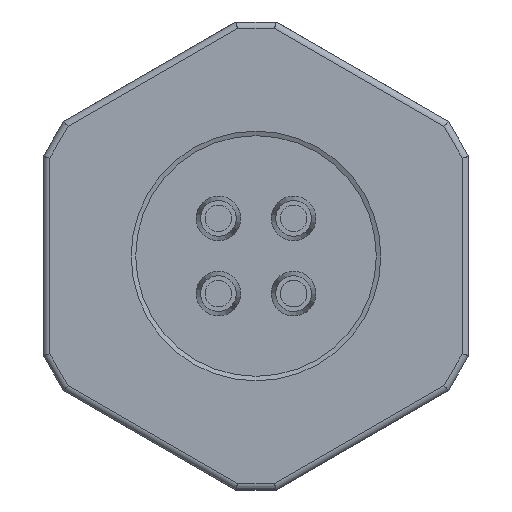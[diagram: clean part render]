
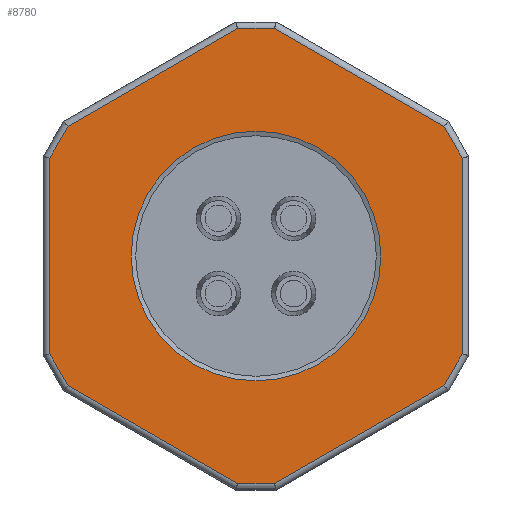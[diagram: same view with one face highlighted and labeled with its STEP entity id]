
A CAD part, left-side view. The second image highlights one B-rep face of the part: STEP entity #8780.
In plain terms, the highlighted planar face has unit normal (-1, 0, 0).
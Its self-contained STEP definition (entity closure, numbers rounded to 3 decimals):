
#552=LINE('',#19361,#1367);
#553=LINE('',#19364,#1368);
#554=LINE('',#19366,#1369);
#555=LINE('',#19368,#1370);
#556=LINE('',#19370,#1371);
#557=LINE('',#19372,#1372);
#558=LINE('',#19374,#1373);
#559=LINE('',#19376,#1374);
#560=LINE('',#19378,#1375);
#561=LINE('',#19380,#1376);
#562=LINE('',#19382,#1377);
#563=LINE('',#19384,#1378);
#1367=VECTOR('',#10847,1000.);
#1368=VECTOR('',#10848,1000.);
#1369=VECTOR('',#10849,1000.);
#1370=VECTOR('',#10850,1000.);
#1371=VECTOR('',#10851,1000.);
#1372=VECTOR('',#10852,1000.);
#1373=VECTOR('',#10853,1000.);
#1374=VECTOR('',#10854,1000.);
#1375=VECTOR('',#10855,1000.);
#1376=VECTOR('',#10856,1000.);
#1377=VECTOR('',#10857,1000.);
#1378=VECTOR('',#10858,1000.);
#2079=PLANE('',#9644);
#2983=ORIENTED_EDGE('',*,*,#5244,.T.);
#2984=ORIENTED_EDGE('',*,*,#5245,.T.);
#2985=ORIENTED_EDGE('',*,*,#5246,.T.);
#2986=ORIENTED_EDGE('',*,*,#5247,.T.);
#2987=ORIENTED_EDGE('',*,*,#5248,.T.);
#2988=ORIENTED_EDGE('',*,*,#5249,.T.);
#2989=ORIENTED_EDGE('',*,*,#5250,.T.);
#2990=ORIENTED_EDGE('',*,*,#5251,.T.);
#2991=ORIENTED_EDGE('',*,*,#5252,.T.);
#2992=ORIENTED_EDGE('',*,*,#5253,.T.);
#2993=ORIENTED_EDGE('',*,*,#5254,.T.);
#2994=ORIENTED_EDGE('',*,*,#5255,.T.);
#2995=ORIENTED_EDGE('',*,*,#5256,.T.);
#5244=EDGE_CURVE('',#6381,#6381,#7041,.T.);
#5245=EDGE_CURVE('',#6382,#6383,#552,.F.);
#5246=EDGE_CURVE('',#6383,#6384,#553,.F.);
#5247=EDGE_CURVE('',#6384,#6385,#554,.F.);
#5248=EDGE_CURVE('',#6385,#6386,#555,.F.);
#5249=EDGE_CURVE('',#6386,#6387,#556,.F.);
#5250=EDGE_CURVE('',#6387,#6388,#557,.F.);
#5251=EDGE_CURVE('',#6388,#6389,#558,.F.);
#5252=EDGE_CURVE('',#6389,#6390,#559,.F.);
#5253=EDGE_CURVE('',#6390,#6391,#560,.F.);
#5254=EDGE_CURVE('',#6391,#6392,#561,.F.);
#5255=EDGE_CURVE('',#6392,#6393,#562,.F.);
#5256=EDGE_CURVE('',#6393,#6382,#563,.F.);
#6381=VERTEX_POINT('',#19360);
#6382=VERTEX_POINT('',#19362);
#6383=VERTEX_POINT('',#19363);
#6384=VERTEX_POINT('',#19365);
#6385=VERTEX_POINT('',#19367);
#6386=VERTEX_POINT('',#19369);
#6387=VERTEX_POINT('',#19371);
#6388=VERTEX_POINT('',#19373);
#6389=VERTEX_POINT('',#19375);
#6390=VERTEX_POINT('',#19377);
#6391=VERTEX_POINT('',#19379);
#6392=VERTEX_POINT('',#19381);
#6393=VERTEX_POINT('',#19383);
#7041=CIRCLE('',#9645,5.87);
#7378=EDGE_LOOP('',(#2983));
#7379=EDGE_LOOP('',(#2984,#2985,#2986,#2987,#2988,#2989,#2990,#2991,#2992,
#2993,#2994,#2995));
#8035=FACE_BOUND('',#7378,.T.);
#8036=FACE_BOUND('',#7379,.T.);
#8780=ADVANCED_FACE('',(#8035,#8036),#2079,.F.);
#9644=AXIS2_PLACEMENT_3D('',#19358,#10843,#10844);
#9645=AXIS2_PLACEMENT_3D('',#19359,#10845,#10846);
#10843=DIRECTION('',(1.,0.,0.));
#10844=DIRECTION('',(0.,0.,-1.));
#10845=DIRECTION('',(1.,0.,0.));
#10846=DIRECTION('',(0.,0.,-1.));
#10847=DIRECTION('',(0.,0.866,-0.5));
#10848=DIRECTION('',(0.,0.5,-0.866));
#10849=DIRECTION('',(0.,0.,-1.));
#10850=DIRECTION('',(0.,-0.5,-0.866));
#10851=DIRECTION('',(0.,-0.866,-0.5));
#10852=DIRECTION('',(0.,-1.,0.));
#10853=DIRECTION('',(0.,-0.866,0.5));
#10854=DIRECTION('',(0.,-0.5,0.866));
#10855=DIRECTION('',(0.,0.,1.));
#10856=DIRECTION('',(0.,0.5,0.866));
#10857=DIRECTION('',(0.,0.866,0.5));
#10858=DIRECTION('',(0.,1.,0.));
#19358=CARTESIAN_POINT('',(-1.5,0.,0.));
#19359=CARTESIAN_POINT('',(-1.5,0.,0.));
#19360=CARTESIAN_POINT('',(-1.5,0.,-5.87));
#19361=CARTESIAN_POINT('',(-1.5,-5.35,-9.266));
#19362=CARTESIAN_POINT('',(-1.5,-4.599,-9.7));
#19363=CARTESIAN_POINT('',(-1.5,-6.101,-8.833));
#19364=CARTESIAN_POINT('',(-1.5,-8.4,-4.85));
#19365=CARTESIAN_POINT('',(-1.5,-10.7,-0.867));
#19366=CARTESIAN_POINT('',(-1.5,-10.7,0.));
#19367=CARTESIAN_POINT('',(-1.5,-10.7,0.867));
#19368=CARTESIAN_POINT('',(-1.5,-8.4,4.85));
#19369=CARTESIAN_POINT('',(-1.5,-6.101,8.833));
#19370=CARTESIAN_POINT('',(-1.5,-5.35,9.266));
#19371=CARTESIAN_POINT('',(-1.5,-4.599,9.7));
#19372=CARTESIAN_POINT('',(-1.5,0.,9.7));
#19373=CARTESIAN_POINT('',(-1.5,4.599,9.7));
#19374=CARTESIAN_POINT('',(-1.5,5.35,9.266));
#19375=CARTESIAN_POINT('',(-1.5,6.101,8.833));
#19376=CARTESIAN_POINT('',(-1.5,8.4,4.85));
#19377=CARTESIAN_POINT('',(-1.5,10.7,0.867));
#19378=CARTESIAN_POINT('',(-1.5,10.7,0.));
#19379=CARTESIAN_POINT('',(-1.5,10.7,-0.867));
#19380=CARTESIAN_POINT('',(-1.5,8.4,-4.85));
#19381=CARTESIAN_POINT('',(-1.5,6.101,-8.833));
#19382=CARTESIAN_POINT('',(-1.5,5.35,-9.266));
#19383=CARTESIAN_POINT('',(-1.5,4.599,-9.7));
#19384=CARTESIAN_POINT('',(-1.5,0.,-9.7));
